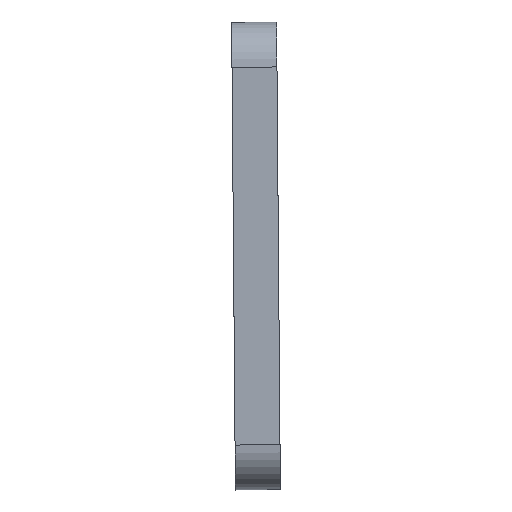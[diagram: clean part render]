
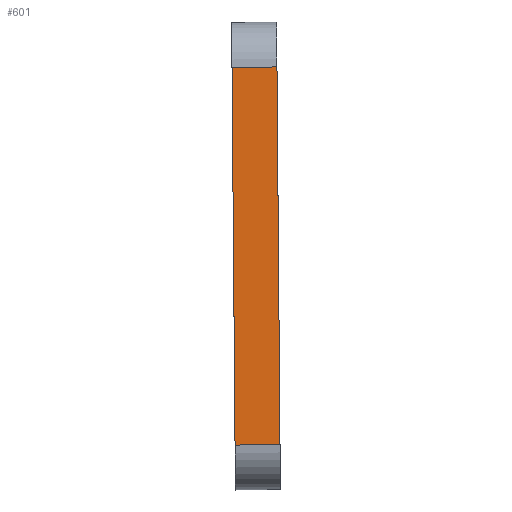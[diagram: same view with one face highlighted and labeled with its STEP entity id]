
A CAD part, left-side view. The second image highlights one B-rep face of the part: STEP entity #601.
In plain terms, the highlighted planar face has unit normal (-1, 0, 0).
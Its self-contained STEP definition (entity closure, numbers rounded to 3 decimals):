
#43=PLANE('',#683);
#73=FACE_OUTER_BOUND('',#108,.T.);
#108=EDGE_LOOP('',(#523,#524,#525,#526));
#129=LINE('',#939,#177);
#134=LINE('',#951,#182);
#142=LINE('',#988,#190);
#162=LINE('',#1048,#210);
#177=VECTOR('',#751,10.);
#182=VECTOR('',#762,10.);
#190=VECTOR('',#796,10.);
#210=VECTOR('',#870,10.);
#268=VERTEX_POINT('',#936);
#269=VERTEX_POINT('',#938);
#273=VERTEX_POINT('',#950);
#288=VERTEX_POINT('',#984);
#330=EDGE_CURVE('',#268,#269,#129,.T.);
#336=EDGE_CURVE('',#269,#273,#134,.T.);
#356=EDGE_CURVE('',#273,#288,#142,.T.);
#386=EDGE_CURVE('',#288,#268,#162,.T.);
#523=ORIENTED_EDGE('',*,*,#330,.F.);
#524=ORIENTED_EDGE('',*,*,#386,.F.);
#525=ORIENTED_EDGE('',*,*,#356,.F.);
#526=ORIENTED_EDGE('',*,*,#336,.F.);
#601=ADVANCED_FACE('',(#73),#43,.T.);
#683=AXIS2_PLACEMENT_3D('',#1047,#868,#869);
#751=DIRECTION('',(0.,1.,-0.008));
#762=DIRECTION('',(0.,0.008,1.));
#796=DIRECTION('',(0.,-1.,0.008));
#868=DIRECTION('center_axis',(-1.,0.,0.));
#869=DIRECTION('ref_axis',(0.,-0.008,-1.));
#870=DIRECTION('',(0.,-0.008,-1.));
#936=CARTESIAN_POINT('',(5.,-70.257,28.565));
#938=CARTESIAN_POINT('',(5.,-65.257,28.525));
#939=CARTESIAN_POINT('',(5.,-65.257,28.525));
#950=CARTESIAN_POINT('',(5.,-64.92,70.524));
#951=CARTESIAN_POINT('',(5.,-65.298,23.525));
#984=CARTESIAN_POINT('',(5.,-69.92,70.564));
#988=CARTESIAN_POINT('',(5.,-64.92,70.524));
#1047=CARTESIAN_POINT('Origin',(5.,-64.88,75.524));
#1048=CARTESIAN_POINT('',(5.,-70.297,23.565));
